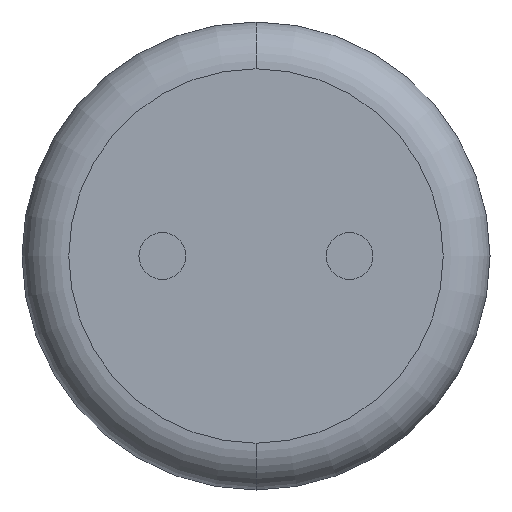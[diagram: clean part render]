
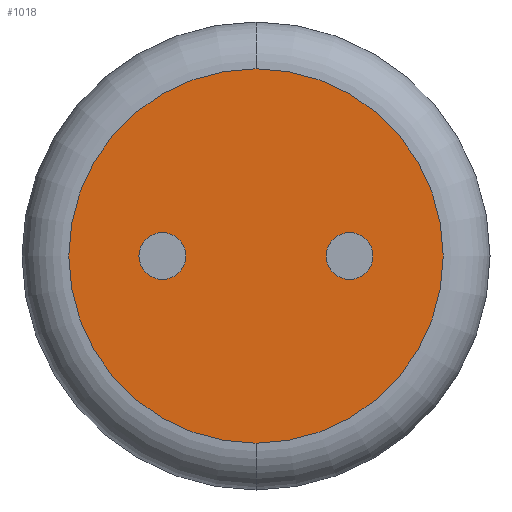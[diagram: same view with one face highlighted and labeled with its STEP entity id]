
A CAD part, front view. The second image highlights one B-rep face of the part: STEP entity #1018.
In plain terms, the highlighted planar face has unit normal (0, -1, 0).
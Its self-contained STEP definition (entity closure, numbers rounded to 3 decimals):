
#3 = CARTESIAN_POINT ( 'NONE',  ( 1., 0., 0. ) ) ;
#14 = DIRECTION ( 'NONE',  ( 0., -1., 0. ) ) ;
#16 = CIRCLE ( 'NONE', #1252, 2. ) ;
#38 = CARTESIAN_POINT ( 'NONE',  ( 0., 0., 0. ) ) ;
#44 = DIRECTION ( 'NONE',  ( 0., -1., 0. ) ) ;
#50 = ORIENTED_EDGE ( 'NONE', *, *, #959, .F. ) ;
#54 = CARTESIAN_POINT ( 'NONE',  ( 0., 0., 0. ) ) ;
#74 = FACE_BOUND ( 'NONE', #727, .T. ) ;
#82 = ORIENTED_EDGE ( 'NONE', *, *, #731, .F. ) ;
#117 = VERTEX_POINT ( 'NONE', #1302 ) ;
#154 = CARTESIAN_POINT ( 'NONE',  ( -1., 0., 0. ) ) ;
#155 = CIRCLE ( 'NONE', #534, 0.25 ) ;
#170 = EDGE_CURVE ( 'NONE', #500, #117, #1241, .T. ) ;
#186 = EDGE_LOOP ( 'NONE', ( #50, #82 ) ) ;
#197 = AXIS2_PLACEMENT_3D ( 'NONE', #54, #778, #865 ) ;
#210 = CARTESIAN_POINT ( 'NONE',  ( 1., 0., -0.25 ) ) ;
#269 = ORIENTED_EDGE ( 'NONE', *, *, #925, .T. ) ;
#285 = AXIS2_PLACEMENT_3D ( 'NONE', #154, #552, #349 ) ;
#330 = ORIENTED_EDGE ( 'NONE', *, *, #1166, .F. ) ;
#349 = DIRECTION ( 'NONE',  ( 0., 0., 1. ) ) ;
#351 = CARTESIAN_POINT ( 'NONE',  ( 1., 0., 0. ) ) ;
#391 = VERTEX_POINT ( 'NONE', #1264 ) ;
#477 = CARTESIAN_POINT ( 'NONE',  ( -1., 0., 0. ) ) ;
#500 = VERTEX_POINT ( 'NONE', #896 ) ;
#534 = AXIS2_PLACEMENT_3D ( 'NONE', #351, #44, #762 ) ;
#538 = DIRECTION ( 'NONE',  ( 0., 0., 1. ) ) ;
#546 = DIRECTION ( 'NONE',  ( 0., -1., 0. ) ) ;
#552 = DIRECTION ( 'NONE',  ( 0., -1., 0. ) ) ;
#561 = ORIENTED_EDGE ( 'NONE', *, *, #170, .T. ) ;
#578 = ORIENTED_EDGE ( 'NONE', *, *, #939, .F. ) ;
#582 = AXIS2_PLACEMENT_3D ( 'NONE', #1141, #830, #842 ) ;
#593 = AXIS2_PLACEMENT_3D ( 'NONE', #477, #904, #829 ) ;
#594 = VERTEX_POINT ( 'NONE', #1081 ) ;
#664 = PLANE ( 'NONE',  #197 ) ;
#698 = AXIS2_PLACEMENT_3D ( 'NONE', #3, #14, #1037 ) ;
#727 = EDGE_LOOP ( 'NONE', ( #330, #578 ) ) ;
#731 = EDGE_CURVE ( 'NONE', #1257, #1113, #1100, .T. ) ;
#762 = DIRECTION ( 'NONE',  ( 0., 0., 1. ) ) ;
#778 = DIRECTION ( 'NONE',  ( 0., 1., 0. ) ) ;
#829 = DIRECTION ( 'NONE',  ( 0., 0., 1. ) ) ;
#830 = DIRECTION ( 'NONE',  ( 0., -1., 0. ) ) ;
#842 = DIRECTION ( 'NONE',  ( 0., 0., 1. ) ) ;
#865 = DIRECTION ( 'NONE',  ( 0., 0., 1. ) ) ;
#896 = CARTESIAN_POINT ( 'NONE',  ( 0., 0., -2. ) ) ;
#904 = DIRECTION ( 'NONE',  ( 0., -1., 0. ) ) ;
#925 = EDGE_CURVE ( 'NONE', #117, #500, #16, .T. ) ;
#939 = EDGE_CURVE ( 'NONE', #594, #391, #994, .T. ) ;
#959 = EDGE_CURVE ( 'NONE', #1113, #1257, #155, .T. ) ;
#979 = FACE_BOUND ( 'NONE', #186, .T. ) ;
#994 = CIRCLE ( 'NONE', #285, 0.25 ) ;
#1018 = ADVANCED_FACE ( 'NONE', ( #74, #1136, #979 ), #664, .F. ) ;
#1037 = DIRECTION ( 'NONE',  ( 0., 0., 1. ) ) ;
#1081 = CARTESIAN_POINT ( 'NONE',  ( -1., 0., -0.25 ) ) ;
#1100 = CIRCLE ( 'NONE', #698, 0.25 ) ;
#1113 = VERTEX_POINT ( 'NONE', #1183 ) ;
#1132 = CIRCLE ( 'NONE', #593, 0.25 ) ;
#1136 = FACE_OUTER_BOUND ( 'NONE', #1273, .T. ) ;
#1141 = CARTESIAN_POINT ( 'NONE',  ( 0., 0., 0. ) ) ;
#1166 = EDGE_CURVE ( 'NONE', #391, #594, #1132, .T. ) ;
#1183 = CARTESIAN_POINT ( 'NONE',  ( 1., 0., 0.25 ) ) ;
#1241 = CIRCLE ( 'NONE', #582, 2. ) ;
#1252 = AXIS2_PLACEMENT_3D ( 'NONE', #38, #546, #538 ) ;
#1257 = VERTEX_POINT ( 'NONE', #210 ) ;
#1264 = CARTESIAN_POINT ( 'NONE',  ( -1., 0., 0.25 ) ) ;
#1273 = EDGE_LOOP ( 'NONE', ( #269, #561 ) ) ;
#1302 = CARTESIAN_POINT ( 'NONE',  ( 0., 0., 2. ) ) ;
